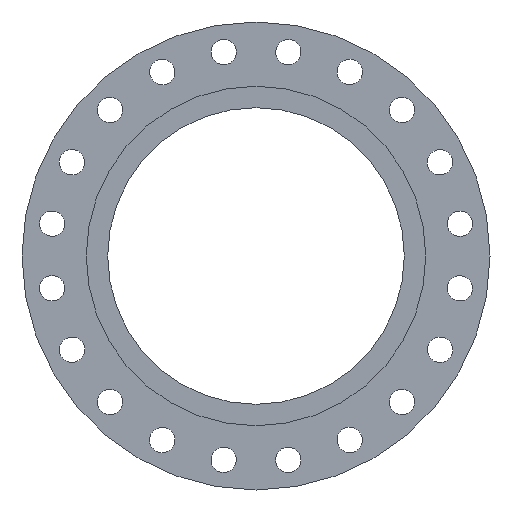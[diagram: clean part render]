
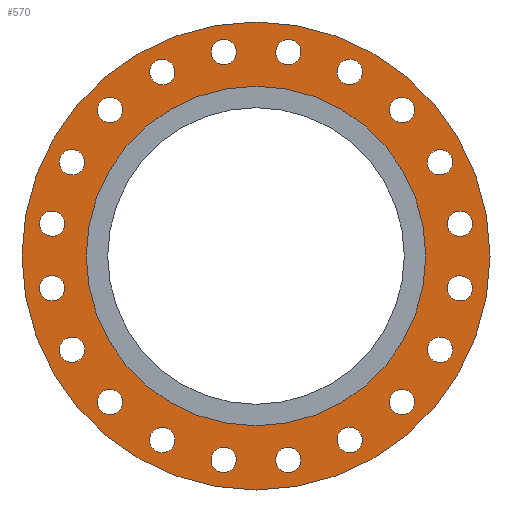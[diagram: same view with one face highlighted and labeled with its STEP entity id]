
A CAD part, front view. The second image highlights one B-rep face of the part: STEP entity #570.
In plain terms, the highlighted planar face has unit normal (0, -1, 0).
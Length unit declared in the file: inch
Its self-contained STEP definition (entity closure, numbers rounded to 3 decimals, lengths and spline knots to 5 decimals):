
#16=FACE_BOUND('',#116,.T.);
#17=FACE_BOUND('',#117,.T.);
#18=FACE_BOUND('',#118,.T.);
#19=FACE_BOUND('',#119,.T.);
#20=FACE_BOUND('',#120,.T.);
#21=FACE_BOUND('',#121,.T.);
#22=FACE_BOUND('',#122,.T.);
#23=FACE_BOUND('',#123,.T.);
#24=FACE_BOUND('',#124,.T.);
#25=FACE_BOUND('',#125,.T.);
#26=FACE_BOUND('',#126,.T.);
#27=FACE_BOUND('',#127,.T.);
#28=FACE_BOUND('',#128,.T.);
#29=FACE_BOUND('',#129,.T.);
#30=FACE_BOUND('',#130,.T.);
#31=FACE_BOUND('',#131,.T.);
#32=FACE_BOUND('',#132,.T.);
#33=FACE_BOUND('',#133,.T.);
#34=FACE_BOUND('',#134,.T.);
#35=FACE_BOUND('',#135,.T.);
#36=FACE_BOUND('',#136,.T.);
#60=PLANE('',#664);
#86=FACE_OUTER_BOUND('',#115,.T.);
#115=EDGE_LOOP('',(#469));
#116=EDGE_LOOP('',(#470));
#117=EDGE_LOOP('',(#471));
#118=EDGE_LOOP('',(#472));
#119=EDGE_LOOP('',(#473));
#120=EDGE_LOOP('',(#474));
#121=EDGE_LOOP('',(#475));
#122=EDGE_LOOP('',(#476));
#123=EDGE_LOOP('',(#477));
#124=EDGE_LOOP('',(#478));
#125=EDGE_LOOP('',(#479));
#126=EDGE_LOOP('',(#480));
#127=EDGE_LOOP('',(#481));
#128=EDGE_LOOP('',(#482));
#129=EDGE_LOOP('',(#483));
#130=EDGE_LOOP('',(#484));
#131=EDGE_LOOP('',(#485));
#132=EDGE_LOOP('',(#486));
#133=EDGE_LOOP('',(#487));
#134=EDGE_LOOP('',(#488));
#135=EDGE_LOOP('',(#489));
#136=EDGE_LOOP('',(#490));
#212=CIRCLE('',#599,0.69);
#214=CIRCLE('',#602,0.69);
#216=CIRCLE('',#605,0.69);
#218=CIRCLE('',#608,0.69);
#220=CIRCLE('',#611,0.69);
#222=CIRCLE('',#614,0.69);
#224=CIRCLE('',#617,0.69);
#226=CIRCLE('',#620,0.69);
#228=CIRCLE('',#623,0.69);
#230=CIRCLE('',#626,0.69);
#232=CIRCLE('',#629,0.69);
#234=CIRCLE('',#632,0.69);
#236=CIRCLE('',#635,0.69);
#238=CIRCLE('',#638,0.69);
#240=CIRCLE('',#641,0.69);
#242=CIRCLE('',#644,0.69);
#244=CIRCLE('',#647,0.69);
#246=CIRCLE('',#650,0.69);
#248=CIRCLE('',#653,0.69);
#250=CIRCLE('',#656,0.69);
#254=CIRCLE('',#663,9.25);
#255=CIRCLE('',#665,12.75);
#260=VERTEX_POINT('',#855);
#262=VERTEX_POINT('',#861);
#264=VERTEX_POINT('',#867);
#266=VERTEX_POINT('',#873);
#268=VERTEX_POINT('',#879);
#270=VERTEX_POINT('',#885);
#272=VERTEX_POINT('',#891);
#274=VERTEX_POINT('',#897);
#276=VERTEX_POINT('',#903);
#278=VERTEX_POINT('',#909);
#280=VERTEX_POINT('',#915);
#282=VERTEX_POINT('',#921);
#284=VERTEX_POINT('',#927);
#286=VERTEX_POINT('',#933);
#288=VERTEX_POINT('',#939);
#290=VERTEX_POINT('',#945);
#292=VERTEX_POINT('',#951);
#294=VERTEX_POINT('',#957);
#296=VERTEX_POINT('',#963);
#298=VERTEX_POINT('',#969);
#302=VERTEX_POINT('',#982);
#303=VERTEX_POINT('',#986);
#309=EDGE_CURVE('',#260,#260,#212,.T.);
#312=EDGE_CURVE('',#262,#262,#214,.T.);
#315=EDGE_CURVE('',#264,#264,#216,.T.);
#318=EDGE_CURVE('',#266,#266,#218,.T.);
#321=EDGE_CURVE('',#268,#268,#220,.T.);
#324=EDGE_CURVE('',#270,#270,#222,.T.);
#327=EDGE_CURVE('',#272,#272,#224,.T.);
#330=EDGE_CURVE('',#274,#274,#226,.T.);
#333=EDGE_CURVE('',#276,#276,#228,.T.);
#336=EDGE_CURVE('',#278,#278,#230,.T.);
#339=EDGE_CURVE('',#280,#280,#232,.T.);
#342=EDGE_CURVE('',#282,#282,#234,.T.);
#345=EDGE_CURVE('',#284,#284,#236,.T.);
#348=EDGE_CURVE('',#286,#286,#238,.T.);
#351=EDGE_CURVE('',#288,#288,#240,.T.);
#354=EDGE_CURVE('',#290,#290,#242,.T.);
#357=EDGE_CURVE('',#292,#292,#244,.T.);
#360=EDGE_CURVE('',#294,#294,#246,.T.);
#363=EDGE_CURVE('',#296,#296,#248,.T.);
#366=EDGE_CURVE('',#298,#298,#250,.T.);
#371=EDGE_CURVE('',#302,#302,#254,.T.);
#373=EDGE_CURVE('',#303,#303,#255,.T.);
#469=ORIENTED_EDGE('',*,*,#373,.F.);
#470=ORIENTED_EDGE('',*,*,#309,.T.);
#471=ORIENTED_EDGE('',*,*,#312,.T.);
#472=ORIENTED_EDGE('',*,*,#315,.T.);
#473=ORIENTED_EDGE('',*,*,#318,.T.);
#474=ORIENTED_EDGE('',*,*,#321,.T.);
#475=ORIENTED_EDGE('',*,*,#324,.T.);
#476=ORIENTED_EDGE('',*,*,#327,.T.);
#477=ORIENTED_EDGE('',*,*,#330,.T.);
#478=ORIENTED_EDGE('',*,*,#333,.T.);
#479=ORIENTED_EDGE('',*,*,#336,.T.);
#480=ORIENTED_EDGE('',*,*,#339,.T.);
#481=ORIENTED_EDGE('',*,*,#342,.T.);
#482=ORIENTED_EDGE('',*,*,#345,.T.);
#483=ORIENTED_EDGE('',*,*,#348,.T.);
#484=ORIENTED_EDGE('',*,*,#351,.T.);
#485=ORIENTED_EDGE('',*,*,#354,.T.);
#486=ORIENTED_EDGE('',*,*,#357,.T.);
#487=ORIENTED_EDGE('',*,*,#360,.T.);
#488=ORIENTED_EDGE('',*,*,#363,.T.);
#489=ORIENTED_EDGE('',*,*,#366,.T.);
#490=ORIENTED_EDGE('',*,*,#371,.T.);
#570=ADVANCED_FACE('',(#86,#16,#17,#18,#19,#20,#21,#22,#23,#24,#25,#26,
#27,#28,#29,#30,#31,#32,#33,#34,#35,#36),#60,.T.);
#599=AXIS2_PLACEMENT_3D('',#857,#680,#681);
#602=AXIS2_PLACEMENT_3D('',#863,#687,#688);
#605=AXIS2_PLACEMENT_3D('',#869,#694,#695);
#608=AXIS2_PLACEMENT_3D('',#875,#701,#702);
#611=AXIS2_PLACEMENT_3D('',#881,#708,#709);
#614=AXIS2_PLACEMENT_3D('',#887,#715,#716);
#617=AXIS2_PLACEMENT_3D('',#893,#722,#723);
#620=AXIS2_PLACEMENT_3D('',#899,#729,#730);
#623=AXIS2_PLACEMENT_3D('',#905,#736,#737);
#626=AXIS2_PLACEMENT_3D('',#911,#743,#744);
#629=AXIS2_PLACEMENT_3D('',#917,#750,#751);
#632=AXIS2_PLACEMENT_3D('',#923,#757,#758);
#635=AXIS2_PLACEMENT_3D('',#929,#764,#765);
#638=AXIS2_PLACEMENT_3D('',#935,#771,#772);
#641=AXIS2_PLACEMENT_3D('',#941,#778,#779);
#644=AXIS2_PLACEMENT_3D('',#947,#785,#786);
#647=AXIS2_PLACEMENT_3D('',#953,#792,#793);
#650=AXIS2_PLACEMENT_3D('',#959,#799,#800);
#653=AXIS2_PLACEMENT_3D('',#965,#806,#807);
#656=AXIS2_PLACEMENT_3D('',#971,#813,#814);
#663=AXIS2_PLACEMENT_3D('',#983,#828,#829);
#664=AXIS2_PLACEMENT_3D('',#985,#831,#832);
#665=AXIS2_PLACEMENT_3D('',#987,#833,#834);
#680=DIRECTION('center_axis',(0.,1.,0.));
#681=DIRECTION('ref_axis',(0.951,0.,0.309));
#687=DIRECTION('center_axis',(0.,1.,0.));
#688=DIRECTION('ref_axis',(0.809,0.,0.588));
#694=DIRECTION('center_axis',(0.,1.,0.));
#695=DIRECTION('ref_axis',(0.588,0.,0.809));
#701=DIRECTION('center_axis',(0.,1.,0.));
#702=DIRECTION('ref_axis',(0.309,0.,0.951));
#708=DIRECTION('center_axis',(0.,1.,0.));
#709=DIRECTION('ref_axis',(0.,0.,1.));
#715=DIRECTION('center_axis',(0.,1.,0.));
#716=DIRECTION('ref_axis',(-0.309,0.,0.951));
#722=DIRECTION('center_axis',(0.,1.,0.));
#723=DIRECTION('ref_axis',(-0.588,0.,0.809));
#729=DIRECTION('center_axis',(0.,1.,0.));
#730=DIRECTION('ref_axis',(-0.809,0.,0.588));
#736=DIRECTION('center_axis',(0.,1.,0.));
#737=DIRECTION('ref_axis',(-0.951,0.,0.309));
#743=DIRECTION('center_axis',(0.,1.,0.));
#744=DIRECTION('ref_axis',(-1.,0.,0.));
#750=DIRECTION('center_axis',(0.,1.,0.));
#751=DIRECTION('ref_axis',(-0.951,0.,-0.309));
#757=DIRECTION('center_axis',(0.,1.,0.));
#758=DIRECTION('ref_axis',(-0.809,0.,-0.588));
#764=DIRECTION('center_axis',(0.,1.,0.));
#765=DIRECTION('ref_axis',(-0.588,0.,-0.809));
#771=DIRECTION('center_axis',(0.,1.,0.));
#772=DIRECTION('ref_axis',(-0.309,0.,-0.951));
#778=DIRECTION('center_axis',(0.,1.,0.));
#779=DIRECTION('ref_axis',(0.,0.,-1.));
#785=DIRECTION('center_axis',(0.,1.,0.));
#786=DIRECTION('ref_axis',(0.309,0.,-0.951));
#792=DIRECTION('center_axis',(0.,1.,0.));
#793=DIRECTION('ref_axis',(0.588,0.,-0.809));
#799=DIRECTION('center_axis',(0.,1.,0.));
#800=DIRECTION('ref_axis',(0.809,0.,-0.588));
#806=DIRECTION('center_axis',(0.,1.,0.));
#807=DIRECTION('ref_axis',(0.951,0.,-0.309));
#813=DIRECTION('center_axis',(0.,1.,0.));
#814=DIRECTION('ref_axis',(1.,0.,0.));
#828=DIRECTION('center_axis',(0.,1.,0.));
#829=DIRECTION('ref_axis',(1.,0.,0.));
#831=DIRECTION('center_axis',(0.,-1.,0.));
#832=DIRECTION('ref_axis',(0.,0.,-1.));
#833=DIRECTION('center_axis',(0.,1.,0.));
#834=DIRECTION('ref_axis',(1.,0.,0.));
#855=CARTESIAN_POINT('',(4.45116,0.0625,-10.23705));
#857=CARTESIAN_POINT('Origin',(5.10739,0.0625,-10.02382));
#861=CARTESIAN_POINT('',(7.39673,0.0625,-8.36052));
#863=CARTESIAN_POINT('Origin',(7.95495,0.0625,-7.95495));
#867=CARTESIAN_POINT('',(9.61825,0.0625,-5.66561));
#869=CARTESIAN_POINT('Origin',(10.02382,0.0625,-5.10739));
#873=CARTESIAN_POINT('',(10.89827,0.0625,-2.41612));
#875=CARTESIAN_POINT('Origin',(11.11149,0.0625,-1.75989));
#879=CARTESIAN_POINT('',(11.11149,0.0625,1.06989));
#881=CARTESIAN_POINT('Origin',(11.11149,0.0625,1.75989));
#885=CARTESIAN_POINT('',(10.23705,0.0625,4.45116));
#887=CARTESIAN_POINT('Origin',(10.02382,0.0625,5.10739));
#891=CARTESIAN_POINT('',(8.36052,0.0625,7.39673));
#893=CARTESIAN_POINT('Origin',(7.95495,0.0625,7.95495));
#897=CARTESIAN_POINT('',(5.66561,0.0625,9.61825));
#899=CARTESIAN_POINT('Origin',(5.10739,0.0625,10.02382));
#903=CARTESIAN_POINT('',(2.41612,0.0625,10.89827));
#905=CARTESIAN_POINT('Origin',(1.75989,0.0625,11.11149));
#909=CARTESIAN_POINT('',(-1.06989,0.0625,11.11149));
#911=CARTESIAN_POINT('Origin',(-1.75989,0.0625,11.11149));
#915=CARTESIAN_POINT('',(-4.45116,0.0625,10.23705));
#917=CARTESIAN_POINT('Origin',(-5.10739,0.0625,10.02382));
#921=CARTESIAN_POINT('',(-7.39673,0.0625,8.36052));
#923=CARTESIAN_POINT('Origin',(-7.95495,0.0625,7.95495));
#927=CARTESIAN_POINT('',(-9.61825,0.0625,5.66561));
#929=CARTESIAN_POINT('Origin',(-10.02382,0.0625,5.10739));
#933=CARTESIAN_POINT('',(-10.89827,0.0625,2.41612));
#935=CARTESIAN_POINT('Origin',(-11.11149,0.0625,1.75989));
#939=CARTESIAN_POINT('',(-11.11149,0.0625,-1.06989));
#941=CARTESIAN_POINT('Origin',(-11.11149,0.0625,-1.75989));
#945=CARTESIAN_POINT('',(-10.23705,0.0625,-4.45116));
#947=CARTESIAN_POINT('Origin',(-10.02382,0.0625,-5.10739));
#951=CARTESIAN_POINT('',(-8.36052,0.0625,-7.39673));
#953=CARTESIAN_POINT('Origin',(-7.95495,0.0625,-7.95495));
#957=CARTESIAN_POINT('',(-5.66561,0.0625,-9.61825));
#959=CARTESIAN_POINT('Origin',(-5.10739,0.0625,-10.02382));
#963=CARTESIAN_POINT('',(-2.41612,0.0625,-10.89827));
#965=CARTESIAN_POINT('Origin',(-1.75989,0.0625,-11.11149));
#969=CARTESIAN_POINT('',(1.06989,0.0625,-11.11149));
#971=CARTESIAN_POINT('Origin',(1.75989,0.0625,-11.11149));
#982=CARTESIAN_POINT('',(9.25,0.0625,0.));
#983=CARTESIAN_POINT('Origin',(0.,0.0625,0.));
#985=CARTESIAN_POINT('Origin',(-12.75,0.0625,0.));
#986=CARTESIAN_POINT('',(12.75,0.0625,0.));
#987=CARTESIAN_POINT('Origin',(0.,0.0625,0.));
